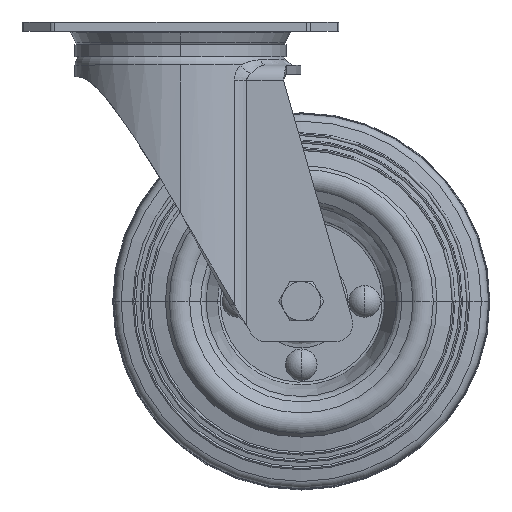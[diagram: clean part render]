
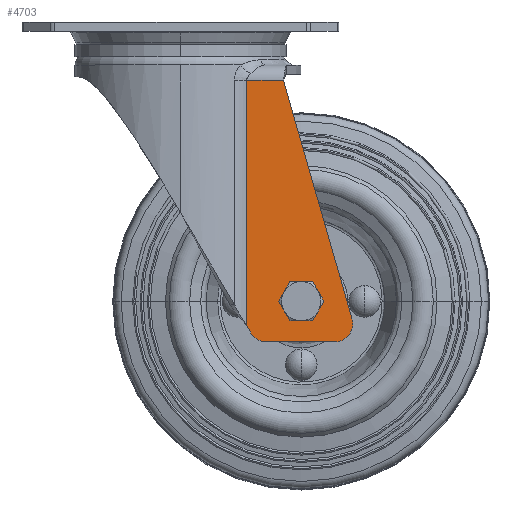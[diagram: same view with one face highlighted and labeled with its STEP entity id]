
A CAD part, top view. The second image highlights one B-rep face of the part: STEP entity #4703.
In plain terms, the highlighted planar face has unit normal (0, 0, 1).
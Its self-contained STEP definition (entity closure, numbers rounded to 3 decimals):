
#180 = CARTESIAN_POINT ( 'NONE',  ( 0., -99.409, 29. ) ) ;
#291 = CARTESIAN_POINT ( 'NONE',  ( 35.9, -92.5, 29. ) ) ;
#578 = VERTEX_POINT ( 'NONE', #20585 ) ;
#617 = CARTESIAN_POINT ( 'NONE',  ( 40., -92.5, 29. ) ) ;
#869 = ORIENTED_EDGE ( 'NONE', *, *, #5639, .F. ) ;
#1934 = AXIS2_PLACEMENT_3D ( 'NONE', #180, #21963, #21442 ) ;
#2438 = B_SPLINE_CURVE_WITH_KNOTS ( 'NONE', 3,
 ( #14918, #6928, #14536, #3012 ),
 .UNSPECIFIED., .F., .F.,
 ( 4, 4 ),
 ( 0., 1. ),
 .UNSPECIFIED. ) ;
#2686 = CARTESIAN_POINT ( 'NONE',  ( 34.101, -19.3, 29. ) ) ;
#3012 = CARTESIAN_POINT ( 'NONE',  ( 21.909, -19.3, 29. ) ) ;
#3333 = VERTEX_POINT ( 'NONE', #4854 ) ;
#3436 = ORIENTED_EDGE ( 'NONE', *, *, #17654, .F. ) ;
#3531 = VERTEX_POINT ( 'NONE', #20085 ) ;
#3897 = CARTESIAN_POINT ( 'NONE',  ( 21.909, -100.616, 29. ) ) ;
#4157 = DIRECTION ( 'NONE',  ( 0., 0., -1. ) ) ;
#4168 = AXIS2_PLACEMENT_3D ( 'NONE', #17811, #25805, #23823 ) ;
#4279 = CARTESIAN_POINT ( 'NONE',  ( 23.32, -103.03, 29. ) ) ;
#4295 = VERTEX_POINT ( 'NONE', #12520 ) ;
#4314 = CARTESIAN_POINT ( 'NONE',  ( 34.101, -19.3, 29. ) ) ;
#4429 = CARTESIAN_POINT ( 'NONE',  ( 51.032, -100.002, 29. ) ) ;
#4584 = EDGE_CURVE ( 'NONE', #4295, #20597, #13123, .T. ) ;
#4703 = ADVANCED_FACE ( 'NONE', ( #15843, #17636 ), #13756, .T. ) ;
#4854 = CARTESIAN_POINT ( 'NONE',  ( 23.32, -103.03, 29. ) ) ;
#5018 = CARTESIAN_POINT ( 'NONE',  ( 30.037, -19.3, 29. ) ) ;
#5639 = EDGE_CURVE ( 'NONE', #4295, #3333, #21869, .T. ) ;
#6719 = CARTESIAN_POINT ( 'NONE',  ( 21.909, -19.3, 29. ) ) ;
#6928 = CARTESIAN_POINT ( 'NONE',  ( 21.909, -73.511, 29. ) ) ;
#7196 = LINE ( 'NONE', #12857, #23386 ) ;
#7473 = DIRECTION ( 'NONE',  ( 1., 0., 0. ) ) ;
#7507 = AXIS2_PLACEMENT_3D ( 'NONE', #617, #10423, #24379 ) ;
#8917 = CARTESIAN_POINT ( 'NONE',  ( 28.5, -106.002, 29. ) ) ;
#9073 = CARTESIAN_POINT ( 'NONE',  ( 25.973, -19.3, 29. ) ) ;
#9556 = EDGE_CURVE ( 'NONE', #3333, #3531, #14644, .T. ) ;
#10159 = ORIENTED_EDGE ( 'NONE', *, *, #4584, .T. ) ;
#10264 = AXIS2_PLACEMENT_3D ( 'NONE', #12540, #20485, #20352 ) ;
#10423 = DIRECTION ( 'NONE',  ( 0., 0., 1. ) ) ;
#11942 = EDGE_CURVE ( 'NONE', #19727, #16006, #7196, .T. ) ;
#12138 = DIRECTION ( 'NONE',  ( 0.029, -1., 0. ) ) ;
#12269 = CARTESIAN_POINT ( 'NONE',  ( 22.85, -102.225, 29. ) ) ;
#12520 = CARTESIAN_POINT ( 'NONE',  ( 28.5, -106.002, 29. ) ) ;
#12526 = EDGE_CURVE ( 'NONE', #3531, #24759, #2438, .T. ) ;
#12540 = CARTESIAN_POINT ( 'NONE',  ( 40., -92.5, 29. ) ) ;
#12738 = ORIENTED_EDGE ( 'NONE', *, *, #9556, .F. ) ;
#12857 = CARTESIAN_POINT ( 'NONE',  ( 34.101, -19.3, 29. ) ) ;
#13071 = CARTESIAN_POINT ( 'NONE',  ( 51.205, -105.999, 29. ) ) ;
#13123 = LINE ( 'NONE', #8917, #23161 ) ;
#13188 = AXIS2_PLACEMENT_3D ( 'NONE', #4429, #4157, #12138 ) ;
#13368 = ORIENTED_EDGE ( 'NONE', *, *, #11942, .F. ) ;
#13608 = DIRECTION ( 'NONE',  ( 0., -1., 0. ) ) ;
#13756 = PLANE ( 'NONE',  #1934 ) ;
#14536 = CARTESIAN_POINT ( 'NONE',  ( 21.909, -46.405, 29. ) ) ;
#14644 = B_SPLINE_CURVE_WITH_KNOTS ( 'NONE', 3,
 ( #4279, #12269, #20205, #3897 ),
 .UNSPECIFIED., .F., .F.,
 ( 4, 4 ),
 ( 0., 1. ),
 .UNSPECIFIED. ) ;
#14918 = CARTESIAN_POINT ( 'NONE',  ( 21.909, -100.616, 29. ) ) ;
#15214 = AXIS2_PLACEMENT_3D ( 'NONE', #25750, #17876, #13608 ) ;
#15482 = CARTESIAN_POINT ( 'NONE',  ( 51.032, -106.002, 29. ) ) ;
#15633 = EDGE_CURVE ( 'NONE', #19727, #24759, #25768, .T. ) ;
#15843 = FACE_BOUND ( 'NONE', #23721, .T. ) ;
#15980 = VERTEX_POINT ( 'NONE', #291 ) ;
#16006 = VERTEX_POINT ( 'NONE', #18794 ) ;
#16265 = CIRCLE ( 'NONE', #7507, 4.1 ) ;
#16286 = CIRCLE ( 'NONE', #4168, 6. ) ;
#17636 = FACE_OUTER_BOUND ( 'NONE', #25075, .T. ) ;
#17654 = EDGE_CURVE ( 'NONE', #15980, #578, #16265, .T. ) ;
#17733 = CIRCLE ( 'NONE', #13188, 6. ) ;
#17811 = CARTESIAN_POINT ( 'NONE',  ( 51.032, -100.002, 29. ) ) ;
#17866 = EDGE_CURVE ( 'NONE', #16006, #24820, #16286, .T. ) ;
#17876 = DIRECTION ( 'NONE',  ( 0., 0., -1. ) ) ;
#18794 = CARTESIAN_POINT ( 'NONE',  ( 56.799, -98.346, 29. ) ) ;
#19727 = VERTEX_POINT ( 'NONE', #4314 ) ;
#20085 = CARTESIAN_POINT ( 'NONE',  ( 21.909, -100.616, 29. ) ) ;
#20205 = CARTESIAN_POINT ( 'NONE',  ( 22.379, -101.421, 29. ) ) ;
#20352 = DIRECTION ( 'NONE',  ( 1., 0., 0. ) ) ;
#20452 = ORIENTED_EDGE ( 'NONE', *, *, #15633, .T. ) ;
#20485 = DIRECTION ( 'NONE',  ( 0., 0., 1. ) ) ;
#20585 = CARTESIAN_POINT ( 'NONE',  ( 44.1, -92.5, 29. ) ) ;
#20597 = VERTEX_POINT ( 'NONE', #15482 ) ;
#20883 = CARTESIAN_POINT ( 'NONE',  ( 21.909, -19.3, 29. ) ) ;
#20908 = DIRECTION ( 'NONE',  ( 0.276, -0.961, 0. ) ) ;
#20931 = ORIENTED_EDGE ( 'NONE', *, *, #12526, .F. ) ;
#21000 = EDGE_CURVE ( 'NONE', #578, #15980, #24011, .T. ) ;
#21040 = EDGE_CURVE ( 'NONE', #24820, #20597, #17733, .T. ) ;
#21442 = DIRECTION ( 'NONE',  ( 1., 0., 0. ) ) ;
#21630 = ORIENTED_EDGE ( 'NONE', *, *, #17866, .F. ) ;
#21869 = CIRCLE ( 'NONE', #15214, 6. ) ;
#21963 = DIRECTION ( 'NONE',  ( 0., 0., 1. ) ) ;
#22141 = ORIENTED_EDGE ( 'NONE', *, *, #21000, .F. ) ;
#23161 = VECTOR ( 'NONE', #7473, 1000. ) ;
#23386 = VECTOR ( 'NONE', #20908, 1000. ) ;
#23721 = EDGE_LOOP ( 'NONE', ( #3436, #22141 ) ) ;
#23823 = DIRECTION ( 'NONE',  ( 0.029, -1., 0. ) ) ;
#24011 = CIRCLE ( 'NONE', #10264, 4.1 ) ;
#24379 = DIRECTION ( 'NONE',  ( -1., 0., 0. ) ) ;
#24759 = VERTEX_POINT ( 'NONE', #20883 ) ;
#24820 = VERTEX_POINT ( 'NONE', #13071 ) ;
#24974 = ORIENTED_EDGE ( 'NONE', *, *, #21040, .F. ) ;
#25075 = EDGE_LOOP ( 'NONE', ( #12738, #869, #10159, #24974, #21630, #13368, #20452, #20931 ) ) ;
#25750 = CARTESIAN_POINT ( 'NONE',  ( 28.5, -100.002, 29. ) ) ;
#25768 = B_SPLINE_CURVE_WITH_KNOTS ( 'NONE', 3,
 ( #2686, #5018, #9073, #6719 ),
 .UNSPECIFIED., .F., .F.,
 ( 4, 4 ),
 ( 0., 1. ),
 .UNSPECIFIED. ) ;
#25805 = DIRECTION ( 'NONE',  ( 0., 0., -1. ) ) ;
